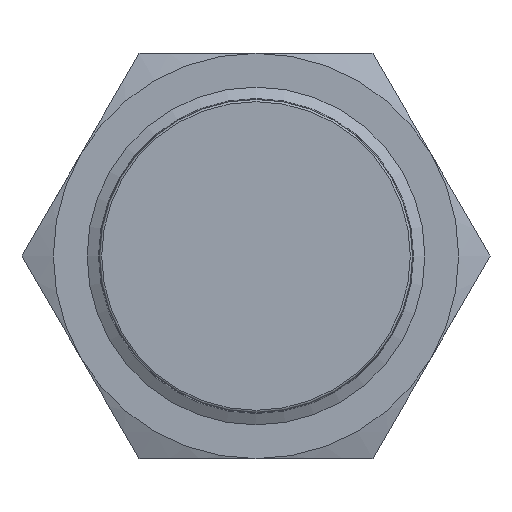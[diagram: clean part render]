
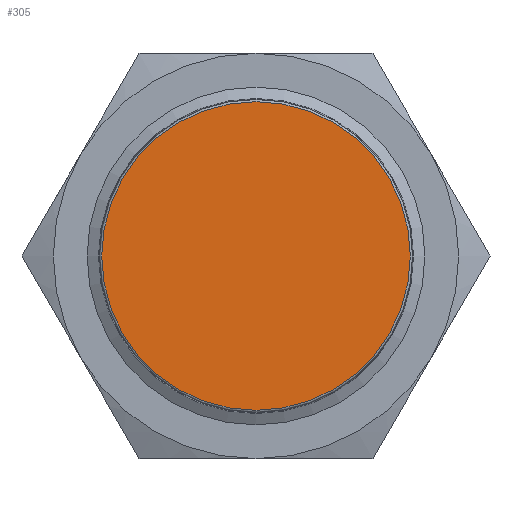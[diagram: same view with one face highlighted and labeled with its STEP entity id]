
A CAD part, left-side view. The second image highlights one B-rep face of the part: STEP entity #305.
In plain terms, the highlighted planar face has unit normal (-1, 0, 0).
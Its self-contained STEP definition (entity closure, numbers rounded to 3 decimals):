
#305 = ADVANCED_FACE( '', ( #647 ), #648, .F. );
#647 = FACE_OUTER_BOUND( '', #984, .T. );
#648 = PLANE( '', #985 );
#984 = EDGE_LOOP( '', ( #1734 ) );
#985 = AXIS2_PLACEMENT_3D( '', #1735, #1736, #1737 );
#1734 = ORIENTED_EDGE( '', *, *, #2054, .F. );
#1735 = CARTESIAN_POINT( '', ( 0., 0., 0. ) );
#1736 = DIRECTION( '', ( 1., 0., 0. ) );
#1737 = DIRECTION( '', ( 0., 0., -1. ) );
#2054 = EDGE_CURVE( '', #2467, #2467, #2468, .T. );
#2467 = VERTEX_POINT( '', #3199 );
#2468 = CIRCLE( '', #3200, 13.704 );
#3199 = CARTESIAN_POINT( '', ( 0., 0., -13.704 ) );
#3200 = AXIS2_PLACEMENT_3D( '', #3485, #3486, #3487 );
#3485 = CARTESIAN_POINT( '', ( 0., 0., 0. ) );
#3486 = DIRECTION( '', ( 1., 0., 0. ) );
#3487 = DIRECTION( '', ( 0., 0., -1. ) );
